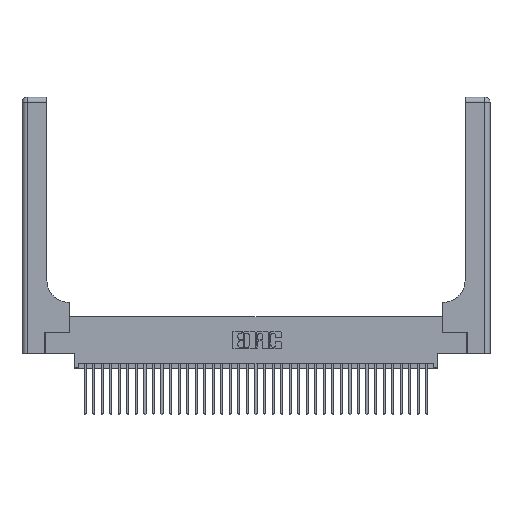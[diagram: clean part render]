
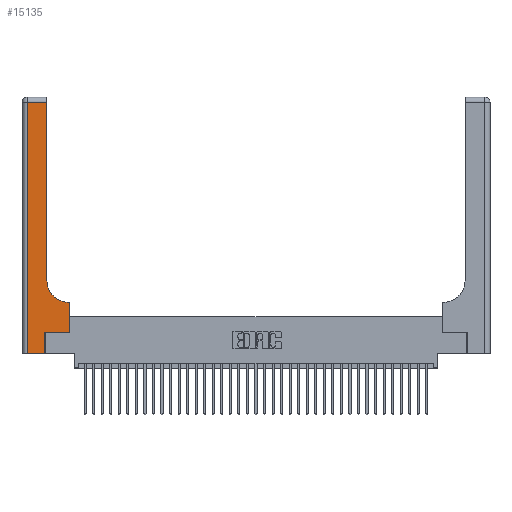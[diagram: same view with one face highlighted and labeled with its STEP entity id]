
A CAD part, top view. The second image highlights one B-rep face of the part: STEP entity #15135.
In plain terms, the highlighted planar face has unit normal (0, 0, 1).
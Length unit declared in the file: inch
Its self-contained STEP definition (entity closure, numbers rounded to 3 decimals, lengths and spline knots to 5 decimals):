
#292 = VERTEX_POINT ( 'NONE', #30824 ) ;
#387 = CARTESIAN_POINT ( 'NONE',  ( 0., 0., 0.37 ) ) ;
#737 = VERTEX_POINT ( 'NONE', #30242 ) ;
#1552 = LINE ( 'NONE', #34377, #3400 ) ;
#1698 = VECTOR ( 'NONE', #22377, 39.37008 ) ;
#1789 = VECTOR ( 'NONE', #28710, 39.37008 ) ;
#1809 = CARTESIAN_POINT ( 'NONE',  ( 0.5585, 0.25, 0.37 ) ) ;
#2907 = CARTESIAN_POINT ( 'NONE',  ( 0.06, 2.94, 0.37 ) ) ;
#3377 = VERTEX_POINT ( 'NONE', #11860 ) ;
#3400 = VECTOR ( 'NONE', #19631, 39.37008 ) ;
#3449 = CARTESIAN_POINT ( 'NONE',  ( 0.269, 0.25, 0.37 ) ) ;
#4137 = VERTEX_POINT ( 'NONE', #13719 ) ;
#4408 = DIRECTION ( 'NONE',  ( 1., 0., 0. ) ) ;
#4778 = CARTESIAN_POINT ( 'NONE',  ( 0.269, 0.25, 0.37 ) ) ;
#4995 = AXIS2_PLACEMENT_3D ( 'NONE', #5462, #25777, #28465 ) ;
#5399 = FACE_OUTER_BOUND ( 'NONE', #10844, .T. ) ;
#5462 = CARTESIAN_POINT ( 'NONE',  ( 0.5415, 0.85, 0.37 ) ) ;
#6776 = ORIENTED_EDGE ( 'NONE', *, *, #12843, .T. ) ;
#7118 = ORIENTED_EDGE ( 'NONE', *, *, #8539, .T. ) ;
#7258 = VECTOR ( 'NONE', #17117, 39.37008 ) ;
#8118 = VERTEX_POINT ( 'NONE', #2907 ) ;
#8313 = ORIENTED_EDGE ( 'NONE', *, *, #33707, .T. ) ;
#8539 = EDGE_CURVE ( 'NONE', #737, #292, #28800, .T. ) ;
#8561 = VERTEX_POINT ( 'NONE', #3449 ) ;
#8562 = LINE ( 'NONE', #26123, #7258 ) ;
#9804 = DIRECTION ( 'NONE',  ( -1., 0., 0. ) ) ;
#10061 = CARTESIAN_POINT ( 'NONE',  ( 0., 2.94, 0.37 ) ) ;
#10844 = EDGE_LOOP ( 'NONE', ( #8313, #6776, #11134, #24787, #22224, #30775, #7118, #13997, #24222 ) ) ;
#10849 = DIRECTION ( 'NONE',  ( -1., 0., 0. ) ) ;
#11134 = ORIENTED_EDGE ( 'NONE', *, *, #12483, .T. ) ;
#11860 = CARTESIAN_POINT ( 'NONE',  ( 0.2915, 0.85, 0.37 ) ) ;
#12483 = EDGE_CURVE ( 'NONE', #8118, #4137, #13124, .T. ) ;
#12843 = EDGE_CURVE ( 'NONE', #18073, #8118, #14406, .T. ) ;
#13124 = LINE ( 'NONE', #36866, #1698 ) ;
#13719 = CARTESIAN_POINT ( 'NONE',  ( 0.06, 0., 0.37 ) ) ;
#13966 = CARTESIAN_POINT ( 'NONE',  ( 0.2915, 2.94, 0.37 ) ) ;
#13997 = ORIENTED_EDGE ( 'NONE', *, *, #21308, .T. ) ;
#14333 = CARTESIAN_POINT ( 'NONE',  ( 0.2915, 3., 0.37 ) ) ;
#14406 = LINE ( 'NONE', #10061, #24437 ) ;
#14582 = CARTESIAN_POINT ( 'NONE',  ( 0.269, 0., 0.37 ) ) ;
#15135 = ADVANCED_FACE ( 'NONE', ( #5399 ), #37109, .F. ) ;
#16164 = CIRCLE ( 'NONE', #4995, 0.25 ) ;
#17117 = DIRECTION ( 'NONE',  ( 0., 1., 0. ) ) ;
#18073 = VERTEX_POINT ( 'NONE', #13966 ) ;
#18134 = EDGE_CURVE ( 'NONE', #29071, #3377, #16164, .T. ) ;
#19631 = DIRECTION ( 'NONE',  ( -1., 0., 0. ) ) ;
#19910 = CARTESIAN_POINT ( 'NONE',  ( 0.5415, 0.6, 0.37 ) ) ;
#20662 = VECTOR ( 'NONE', #34607, 39.37008 ) ;
#21234 = LINE ( 'NONE', #4778, #24374 ) ;
#21308 = EDGE_CURVE ( 'NONE', #292, #29071, #1552, .T. ) ;
#21591 = EDGE_CURVE ( 'NONE', #4137, #33870, #37016, .T. ) ;
#22224 = ORIENTED_EDGE ( 'NONE', *, *, #25042, .T. ) ;
#22377 = DIRECTION ( 'NONE',  ( 0., -1., 0. ) ) ;
#24222 = ORIENTED_EDGE ( 'NONE', *, *, #18134, .T. ) ;
#24374 = VECTOR ( 'NONE', #4408, 39.37008 ) ;
#24437 = VECTOR ( 'NONE', #9804, 39.37008 ) ;
#24787 = ORIENTED_EDGE ( 'NONE', *, *, #21591, .T. ) ;
#25042 = EDGE_CURVE ( 'NONE', #33870, #8561, #8562, .T. ) ;
#25777 = DIRECTION ( 'NONE',  ( 0., 0., -1. ) ) ;
#26123 = CARTESIAN_POINT ( 'NONE',  ( 0.269, 0., 0.37 ) ) ;
#26765 = EDGE_CURVE ( 'NONE', #8561, #737, #21234, .T. ) ;
#27337 = AXIS2_PLACEMENT_3D ( 'NONE', #36983, #31028, #10849 ) ;
#28465 = DIRECTION ( 'NONE',  ( 1., 0., 0. ) ) ;
#28710 = DIRECTION ( 'NONE',  ( 0., 1., 0. ) ) ;
#28800 = LINE ( 'NONE', #1809, #20662 ) ;
#29071 = VERTEX_POINT ( 'NONE', #19910 ) ;
#30242 = CARTESIAN_POINT ( 'NONE',  ( 0.5585, 0.25, 0.37 ) ) ;
#30775 = ORIENTED_EDGE ( 'NONE', *, *, #26765, .T. ) ;
#30824 = CARTESIAN_POINT ( 'NONE',  ( 0.5585, 0.6, 0.37 ) ) ;
#31028 = DIRECTION ( 'NONE',  ( 0., 0., -1. ) ) ;
#32783 = LINE ( 'NONE', #14333, #1789 ) ;
#33707 = EDGE_CURVE ( 'NONE', #3377, #18073, #32783, .T. ) ;
#33870 = VERTEX_POINT ( 'NONE', #14582 ) ;
#33883 = VECTOR ( 'NONE', #35625, 39.37008 ) ;
#34377 = CARTESIAN_POINT ( 'NONE',  ( 0.2915, 0.6, 0.37 ) ) ;
#34607 = DIRECTION ( 'NONE',  ( 0., 1., 0. ) ) ;
#35625 = DIRECTION ( 'NONE',  ( 1., 0., 0. ) ) ;
#36866 = CARTESIAN_POINT ( 'NONE',  ( 0.06, 3., 0.37 ) ) ;
#36983 = CARTESIAN_POINT ( 'NONE',  ( 0., 3., 0.37 ) ) ;
#37016 = LINE ( 'NONE', #387, #33883 ) ;
#37109 = PLANE ( 'NONE',  #27337 ) ;
